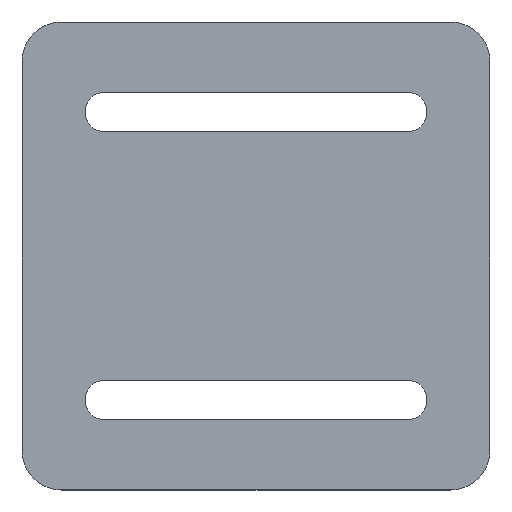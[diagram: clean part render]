
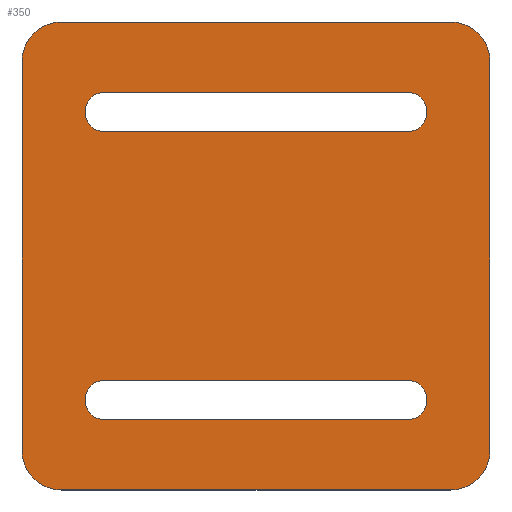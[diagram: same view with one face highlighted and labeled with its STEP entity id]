
A CAD part, top view. The second image highlights one B-rep face of the part: STEP entity #350.
In plain terms, the highlighted planar face has unit normal (0, 0, 1).
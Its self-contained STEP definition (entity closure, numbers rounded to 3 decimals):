
#17=FACE_BOUND('',#67,.T.);
#18=FACE_BOUND('',#68,.T.);
#28=PLANE('',#398);
#46=FACE_OUTER_BOUND('',#66,.T.);
#66=EDGE_LOOP('',(#309,#310,#311,#312,#313,#314,#315,#316));
#67=EDGE_LOOP('',(#317,#318,#319,#320));
#68=EDGE_LOOP('',(#321,#322,#323,#324));
#73=LINE('',#516,#105);
#83=LINE('',#553,#115);
#88=LINE('',#567,#120);
#91=LINE('',#575,#123);
#94=LINE('',#583,#126);
#97=LINE('',#591,#129);
#99=LINE('',#596,#131);
#100=LINE('',#598,#132);
#105=VECTOR('',#413,10.);
#115=VECTOR('',#445,10.);
#120=VECTOR('',#460,10.);
#123=VECTOR('',#469,10.);
#126=VECTOR('',#478,10.);
#129=VECTOR('',#487,10.);
#131=VECTOR('',#495,10.);
#132=VECTOR('',#498,10.);
#133=CIRCLE('',#366,5.5);
#142=CIRCLE('',#378,5.5);
#143=CIRCLE('',#381,5.5);
#144=CIRCLE('',#383,5.5);
#145=CIRCLE('',#386,2.75);
#146=CIRCLE('',#389,2.75);
#147=CIRCLE('',#392,2.75);
#148=CIRCLE('',#395,2.75);
#149=VERTEX_POINT('',#503);
#150=VERTEX_POINT('',#504);
#154=VERTEX_POINT('',#514);
#168=VERTEX_POINT('',#546);
#169=VERTEX_POINT('',#547);
#170=VERTEX_POINT('',#552);
#171=VERTEX_POINT('',#556);
#172=VERTEX_POINT('',#560);
#173=VERTEX_POINT('',#564);
#174=VERTEX_POINT('',#566);
#175=VERTEX_POINT('',#570);
#176=VERTEX_POINT('',#574);
#177=VERTEX_POINT('',#580);
#178=VERTEX_POINT('',#582);
#179=VERTEX_POINT('',#586);
#180=VERTEX_POINT('',#590);
#181=EDGE_CURVE('',#149,#150,#133,.T.);
#187=EDGE_CURVE('',#149,#154,#73,.T.);
#202=EDGE_CURVE('',#168,#169,#142,.T.);
#205=EDGE_CURVE('',#170,#169,#83,.T.);
#207=EDGE_CURVE('',#170,#171,#143,.T.);
#209=EDGE_CURVE('',#172,#154,#144,.T.);
#212=EDGE_CURVE('',#174,#173,#88,.T.);
#214=EDGE_CURVE('',#175,#174,#145,.T.);
#216=EDGE_CURVE('',#176,#175,#91,.T.);
#218=EDGE_CURVE('',#173,#176,#146,.T.);
#220=EDGE_CURVE('',#178,#177,#94,.T.);
#222=EDGE_CURVE('',#179,#178,#147,.T.);
#224=EDGE_CURVE('',#180,#179,#97,.T.);
#226=EDGE_CURVE('',#177,#180,#148,.T.);
#227=EDGE_CURVE('',#168,#150,#99,.T.);
#228=EDGE_CURVE('',#172,#171,#100,.T.);
#309=ORIENTED_EDGE('',*,*,#181,.F.);
#310=ORIENTED_EDGE('',*,*,#187,.T.);
#311=ORIENTED_EDGE('',*,*,#209,.F.);
#312=ORIENTED_EDGE('',*,*,#228,.T.);
#313=ORIENTED_EDGE('',*,*,#207,.F.);
#314=ORIENTED_EDGE('',*,*,#205,.T.);
#315=ORIENTED_EDGE('',*,*,#202,.F.);
#316=ORIENTED_EDGE('',*,*,#227,.T.);
#317=ORIENTED_EDGE('',*,*,#226,.T.);
#318=ORIENTED_EDGE('',*,*,#224,.T.);
#319=ORIENTED_EDGE('',*,*,#222,.T.);
#320=ORIENTED_EDGE('',*,*,#220,.T.);
#321=ORIENTED_EDGE('',*,*,#218,.T.);
#322=ORIENTED_EDGE('',*,*,#216,.T.);
#323=ORIENTED_EDGE('',*,*,#214,.T.);
#324=ORIENTED_EDGE('',*,*,#212,.T.);
#350=ADVANCED_FACE('',(#46,#17,#18),#28,.T.);
#366=AXIS2_PLACEMENT_3D('',#505,#403,#404);
#378=AXIS2_PLACEMENT_3D('',#548,#439,#440);
#381=AXIS2_PLACEMENT_3D('',#557,#449,#450);
#383=AXIS2_PLACEMENT_3D('',#561,#454,#455);
#386=AXIS2_PLACEMENT_3D('',#571,#464,#465);
#389=AXIS2_PLACEMENT_3D('',#578,#473,#474);
#392=AXIS2_PLACEMENT_3D('',#587,#482,#483);
#395=AXIS2_PLACEMENT_3D('',#594,#491,#492);
#398=AXIS2_PLACEMENT_3D('',#599,#499,#500);
#403=DIRECTION('center_axis',(0.,0.,-1.));
#404=DIRECTION('ref_axis',(-0.707,-0.707,0.));
#413=DIRECTION('',(1.,0.,0.));
#439=DIRECTION('center_axis',(0.,0.,-1.));
#440=DIRECTION('ref_axis',(-0.707,0.707,0.));
#445=DIRECTION('',(-1.,0.,0.));
#449=DIRECTION('center_axis',(0.,0.,-1.));
#450=DIRECTION('ref_axis',(0.707,0.707,0.));
#454=DIRECTION('center_axis',(0.,0.,-1.));
#455=DIRECTION('ref_axis',(0.707,-0.707,0.));
#460=DIRECTION('',(-1.,0.,0.));
#464=DIRECTION('center_axis',(0.,0.,-1.));
#465=DIRECTION('ref_axis',(0.,-1.,0.));
#469=DIRECTION('',(1.,0.,0.));
#473=DIRECTION('center_axis',(0.,0.,-1.));
#474=DIRECTION('ref_axis',(0.,1.,0.));
#478=DIRECTION('',(-1.,0.,0.));
#482=DIRECTION('center_axis',(0.,0.,-1.));
#483=DIRECTION('ref_axis',(0.,-1.,0.));
#487=DIRECTION('',(1.,0.,0.));
#491=DIRECTION('center_axis',(0.,0.,-1.));
#492=DIRECTION('ref_axis',(0.,1.,0.));
#495=DIRECTION('',(0.,-1.,0.));
#498=DIRECTION('',(0.,1.,0.));
#499=DIRECTION('center_axis',(0.,0.,1.));
#500=DIRECTION('ref_axis',(1.,0.,0.));
#503=CARTESIAN_POINT('',(-27.,-32.5,0.8));
#504=CARTESIAN_POINT('',(-32.5,-27.,0.8));
#505=CARTESIAN_POINT('Origin',(-27.,-27.,0.8));
#514=CARTESIAN_POINT('',(27.,-32.5,0.8));
#516=CARTESIAN_POINT('',(32.5,-32.5,0.8));
#546=CARTESIAN_POINT('',(-32.5,27.,0.8));
#547=CARTESIAN_POINT('',(-27.,32.5,0.8));
#548=CARTESIAN_POINT('Origin',(-27.,27.,0.8));
#552=CARTESIAN_POINT('',(27.,32.5,0.8));
#553=CARTESIAN_POINT('',(-32.5,32.5,0.8));
#556=CARTESIAN_POINT('',(32.5,27.,0.8));
#557=CARTESIAN_POINT('Origin',(27.,27.,0.8));
#560=CARTESIAN_POINT('',(32.5,-27.,0.8));
#561=CARTESIAN_POINT('Origin',(27.,-27.,0.8));
#564=CARTESIAN_POINT('',(-21.,-22.75,0.8));
#566=CARTESIAN_POINT('',(21.,-22.75,0.8));
#567=CARTESIAN_POINT('',(-21.,-22.75,0.8));
#570=CARTESIAN_POINT('',(21.,-17.25,0.8));
#571=CARTESIAN_POINT('Origin',(21.,-20.,0.8));
#574=CARTESIAN_POINT('',(-21.,-17.25,0.8));
#575=CARTESIAN_POINT('',(21.,-17.25,0.8));
#578=CARTESIAN_POINT('Origin',(-21.,-20.,0.8));
#580=CARTESIAN_POINT('',(-21.,17.25,0.8));
#582=CARTESIAN_POINT('',(21.,17.25,0.8));
#583=CARTESIAN_POINT('',(21.,17.25,0.8));
#586=CARTESIAN_POINT('',(21.,22.75,0.8));
#587=CARTESIAN_POINT('Origin',(21.,20.,0.8));
#590=CARTESIAN_POINT('',(-21.,22.75,0.8));
#591=CARTESIAN_POINT('',(-21.,22.75,0.8));
#594=CARTESIAN_POINT('Origin',(-21.,20.,0.8));
#596=CARTESIAN_POINT('',(-32.5,-32.5,0.8));
#598=CARTESIAN_POINT('',(32.5,32.5,0.8));
#599=CARTESIAN_POINT('Origin',(0.,0.,0.8));
